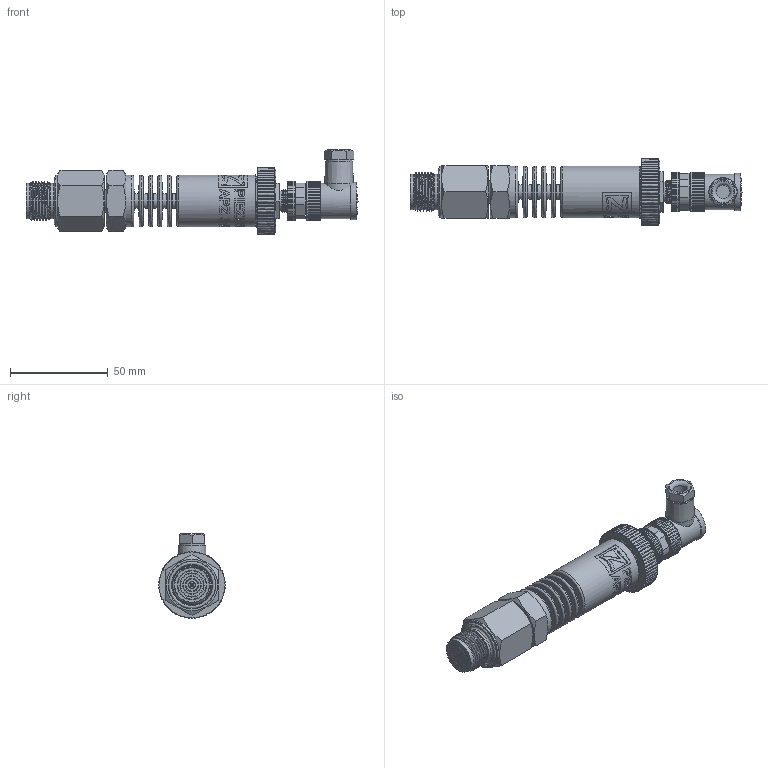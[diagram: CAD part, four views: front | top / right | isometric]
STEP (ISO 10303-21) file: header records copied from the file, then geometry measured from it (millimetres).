
FILE_DESCRIPTION(/* description */ (''),/* implementation_level */ '2;1');
FILE_NAME(/* name */ 'APZ3420m_M20x1,5DIN-flush_radiator_3.step',/* time_stamp */ '2021-07-06T15:39:29+03:00',/* author */ (''),/* organization */ (''),/* preprocessor_version */ 'ST-DEVELOPER v18.1',/* originating_system */ 'Autodesk Translation Framework v10.9.0.1377',/* authorisation */ '');
FILE_SCHEMA (('AUTOMOTIVE_DESIGN { 1 0 10303 214 3 1 1 }'));
Length unit declared in the file: millimetre
Products named in the file (7): АПЗ 3420м заполненная; G 1/4 EN Radiator; OMAL nut M27x1.5; Ш100.000.002; M12x1 male; M12x1 female angular; M20x1,5DIN diaphragm 18 v8
Assembly tree (6 placements, depth 2):
  АПЗ 3420м заполненная
    G 1/4 EN Radiator
    OMAL nut M27x1.5
    Ш100.000.002
    M12x1 male
    M12x1 female angular
    M20x1,5DIN diaphragm 18 v8
Bounding box: 169.57 x 34 x 43.2 mm (x, y, z)
Volume: 77265.7 mm3; surface area: 33134.3 mm2
Topology: 19 solids, 19 shells, 1129 faces, 3128 edges, 2095 vertices
Faces by surface type: bspline 490, cylinder 369, plane 197, torus 39, cone 33, sphere 1
Full cylindrical faces by diameter (mm): 1 x12, 1.5 x4, 2 x1, 3.3 x1, 4 x1, 5 x2, 5.1 x1, 7 x1, 7.5 x5, 8 x1, 8.2 x1, 9.471 x2, 9.5 x2, 10.6 x2, 10.741 x6, 11 x1, 11.035 x4, 11.156 x1, 11.445 x5, 11.884 x5, 12.152 x4, 13 x1, 13.157 x9, 14 x1, 14.137 x4, 14.526 x3, 15.85 x3, 16.203 x3, 18 x3, 18.137 x5
Entity records: 69522 total; most frequent: CARTESIAN_POINT 44074, ORIENTED_EDGE 6254, DIRECTION 3693, EDGE_CURVE 3127, VERTEX_POINT 2095, AXIS2_PLACEMENT_3D 1357, B_SPLINE_CURVE_WITH_KNOTS 1349, EDGE_LOOP 1208
